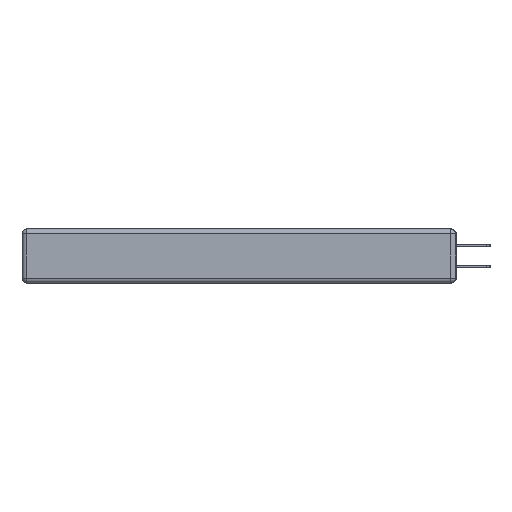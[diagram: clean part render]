
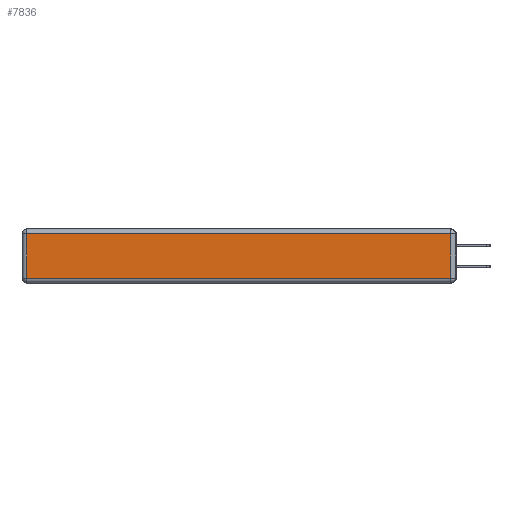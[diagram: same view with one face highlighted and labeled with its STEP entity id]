
A CAD part, left-side view. The second image highlights one B-rep face of the part: STEP entity #7836.
In plain terms, the highlighted planar face has unit normal (-1, 0, 0).
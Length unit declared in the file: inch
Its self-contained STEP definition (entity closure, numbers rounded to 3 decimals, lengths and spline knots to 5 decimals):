
#485 = LINE ( 'NONE', #25955, #16362 ) ;
#1917 = EDGE_CURVE ( 'NONE', #16277, #27515, #27630, .T. ) ;
#3676 = VECTOR ( 'NONE', #23892, 39.37008 ) ;
#3744 = ORIENTED_EDGE ( 'NONE', *, *, #7120, .T. ) ;
#4540 = CARTESIAN_POINT ( 'NONE',  ( 0., 0.03, -0.343 ) ) ;
#5844 = CARTESIAN_POINT ( 'NONE',  ( 0., 2.72, -0.03 ) ) ;
#7120 = EDGE_CURVE ( 'NONE', #15337, #26081, #26056, .T. ) ;
#7746 = VECTOR ( 'NONE', #19146, 39.37008 ) ;
#7836 = ADVANCED_FACE ( 'NONE', ( #19937 ), #19588, .T. ) ;
#9095 = LINE ( 'NONE', #19692, #7746 ) ;
#9590 = CARTESIAN_POINT ( 'NONE',  ( 0., 0.03, -0.03 ) ) ;
#12807 = DIRECTION ( 'NONE',  ( 0., 0., 1. ) ) ;
#13404 = CARTESIAN_POINT ( 'NONE',  ( 0., 0.03, -0.313 ) ) ;
#14604 = EDGE_CURVE ( 'NONE', #27515, #15337, #9095, .T. ) ;
#15337 = VERTEX_POINT ( 'NONE', #13404 ) ;
#16277 = VERTEX_POINT ( 'NONE', #5844 ) ;
#16362 = VECTOR ( 'NONE', #17303, 39.37008 ) ;
#17303 = DIRECTION ( 'NONE',  ( 0., 1., 0. ) ) ;
#17571 = EDGE_LOOP ( 'NONE', ( #22716, #3744, #24751, #24676 ) ) ;
#17643 = VECTOR ( 'NONE', #23599, 39.37008 ) ;
#19146 = DIRECTION ( 'NONE',  ( 0., -1., 0. ) ) ;
#19588 = PLANE ( 'NONE',  #20433 ) ;
#19692 = CARTESIAN_POINT ( 'NONE',  ( 0., 0., -0.313 ) ) ;
#19722 = EDGE_CURVE ( 'NONE', #26081, #16277, #485, .T. ) ;
#19937 = FACE_OUTER_BOUND ( 'NONE', #17571, .T. ) ;
#20433 = AXIS2_PLACEMENT_3D ( 'NONE', #25777, #27847, #12807 ) ;
#22687 = CARTESIAN_POINT ( 'NONE',  ( 0., 2.72, -0.313 ) ) ;
#22716 = ORIENTED_EDGE ( 'NONE', *, *, #14604, .T. ) ;
#23599 = DIRECTION ( 'NONE',  ( 0., 0., 1. ) ) ;
#23892 = DIRECTION ( 'NONE',  ( 0., 0., -1. ) ) ;
#24676 = ORIENTED_EDGE ( 'NONE', *, *, #1917, .T. ) ;
#24751 = ORIENTED_EDGE ( 'NONE', *, *, #19722, .T. ) ;
#25777 = CARTESIAN_POINT ( 'NONE',  ( 0., 0., -0.343 ) ) ;
#25955 = CARTESIAN_POINT ( 'NONE',  ( 0., 2.75, -0.03 ) ) ;
#26056 = LINE ( 'NONE', #4540, #17643 ) ;
#26081 = VERTEX_POINT ( 'NONE', #9590 ) ;
#27515 = VERTEX_POINT ( 'NONE', #22687 ) ;
#27630 = LINE ( 'NONE', #27831, #3676 ) ;
#27831 = CARTESIAN_POINT ( 'NONE',  ( 0., 2.72, -0.343 ) ) ;
#27847 = DIRECTION ( 'NONE',  ( -1., 0., 0. ) ) ;
